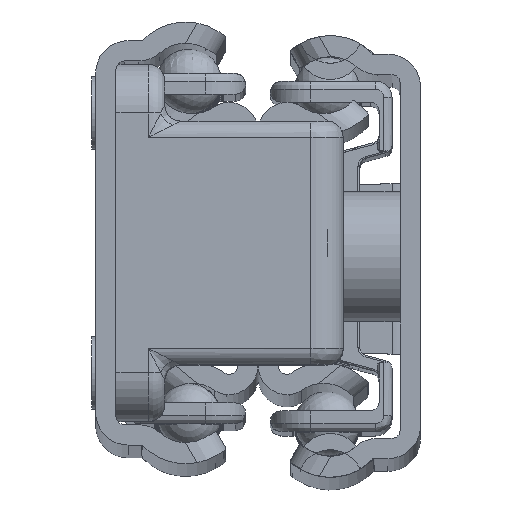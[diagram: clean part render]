
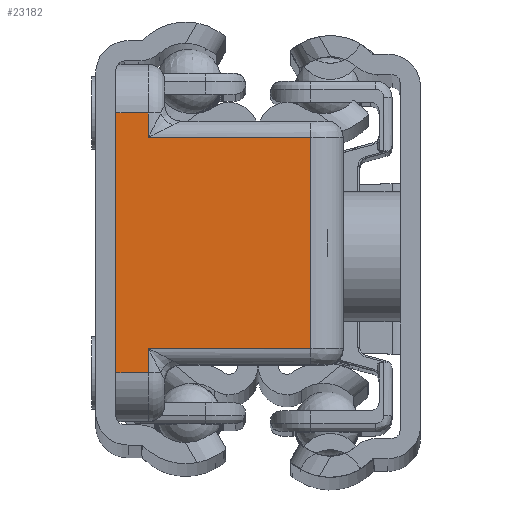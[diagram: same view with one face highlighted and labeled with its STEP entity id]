
A CAD part, top view. The second image highlights one B-rep face of the part: STEP entity #23182.
In plain terms, the highlighted planar face has unit normal (0, 0, 1).
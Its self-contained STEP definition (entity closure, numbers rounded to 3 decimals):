
#1317=PLANE('',#25244);
#2198=FACE_OUTER_BOUND('',#3545,.T.);
#3545=EDGE_LOOP('',(#18341,#18342,#18343,#18344,#18345,#18346,#18347,#18348));
#5384=LINE('',#38749,#7044);
#5386=LINE('',#38755,#7046);
#5394=LINE('',#38789,#7054);
#5403=LINE('',#39014,#7063);
#5407=LINE('',#39025,#7067);
#5416=LINE('',#39061,#7076);
#5417=LINE('',#39064,#7077);
#5418=LINE('',#39065,#7078);
#7044=VECTOR('',#30345,10.);
#7046=VECTOR('',#30351,10.);
#7054=VECTOR('',#30383,10.);
#7063=VECTOR('',#30446,10.);
#7067=VECTOR('',#30460,10.);
#7076=VECTOR('',#30493,10.);
#7077=VECTOR('',#30496,10.);
#7078=VECTOR('',#30497,10.);
#10108=VERTEX_POINT('',#38692);
#10113=VERTEX_POINT('',#38743);
#10116=VERTEX_POINT('',#38753);
#10121=VERTEX_POINT('',#38787);
#10127=VERTEX_POINT('',#38823);
#10141=VERTEX_POINT('',#38998);
#10152=VERTEX_POINT('',#39059);
#10153=VERTEX_POINT('',#39063);
#12989=EDGE_CURVE('',#10108,#10113,#5384,.T.);
#12992=EDGE_CURVE('',#10116,#10108,#5386,.T.);
#13006=EDGE_CURVE('',#10121,#10116,#5394,.T.);
#13042=EDGE_CURVE('',#10141,#10127,#5403,.T.);
#13048=EDGE_CURVE('',#10127,#10121,#5407,.T.);
#13062=EDGE_CURVE('',#10152,#10141,#5416,.T.);
#13063=EDGE_CURVE('',#10152,#10153,#5417,.T.);
#13064=EDGE_CURVE('',#10113,#10153,#5418,.T.);
#18341=ORIENTED_EDGE('',*,*,#12992,.F.);
#18342=ORIENTED_EDGE('',*,*,#13006,.F.);
#18343=ORIENTED_EDGE('',*,*,#13048,.F.);
#18344=ORIENTED_EDGE('',*,*,#13042,.F.);
#18345=ORIENTED_EDGE('',*,*,#13062,.F.);
#18346=ORIENTED_EDGE('',*,*,#13063,.T.);
#18347=ORIENTED_EDGE('',*,*,#13064,.F.);
#18348=ORIENTED_EDGE('',*,*,#12989,.F.);
#23182=ADVANCED_FACE('',(#2198),#1317,.T.);
#25244=AXIS2_PLACEMENT_3D('',#39062,#30494,#30495);
#30345=DIRECTION('',(0.,-1.,0.));
#30351=DIRECTION('',(-1.,0.,0.));
#30383=DIRECTION('',(0.,-1.,0.));
#30446=DIRECTION('',(0.,-1.,0.));
#30460=DIRECTION('',(1.,0.,0.));
#30493=DIRECTION('',(1.,0.,0.));
#30494=DIRECTION('center_axis',(0.,0.,1.));
#30495=DIRECTION('ref_axis',(1.,0.,0.));
#30496=DIRECTION('',(0.,-1.,0.));
#30497=DIRECTION('',(-1.,0.,0.));
#38692=CARTESIAN_POINT('',(-2.3,-6.5,448.));
#38743=CARTESIAN_POINT('',(-2.3,-8.,448.));
#38749=CARTESIAN_POINT('',(-2.3,5.5,448.));
#38753=CARTESIAN_POINT('',(7.7,-6.5,448.));
#38755=CARTESIAN_POINT('',(-1.3,-6.5,448.));
#38787=CARTESIAN_POINT('',(7.7,6.5,448.));
#38789=CARTESIAN_POINT('',(7.7,5.5,448.));
#38823=CARTESIAN_POINT('',(-2.3,6.5,448.));
#38998=CARTESIAN_POINT('',(-2.3,8.,448.));
#39014=CARTESIAN_POINT('',(-2.3,5.5,448.));
#39025=CARTESIAN_POINT('',(-1.3,6.5,448.));
#39059=CARTESIAN_POINT('',(-4.3,8.,448.));
#39061=CARTESIAN_POINT('',(-1.3,8.,448.));
#39062=CARTESIAN_POINT('Origin',(-1.3,11.,448.));
#39063=CARTESIAN_POINT('',(-4.3,-8.,448.));
#39064=CARTESIAN_POINT('',(-4.3,-11.,448.));
#39065=CARTESIAN_POINT('',(-1.3,-8.,448.));
